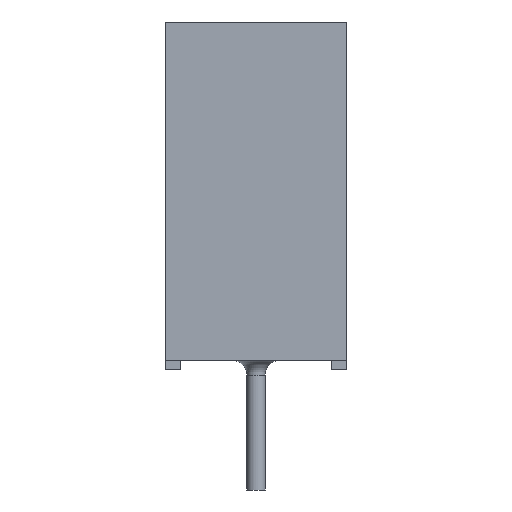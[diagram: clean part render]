
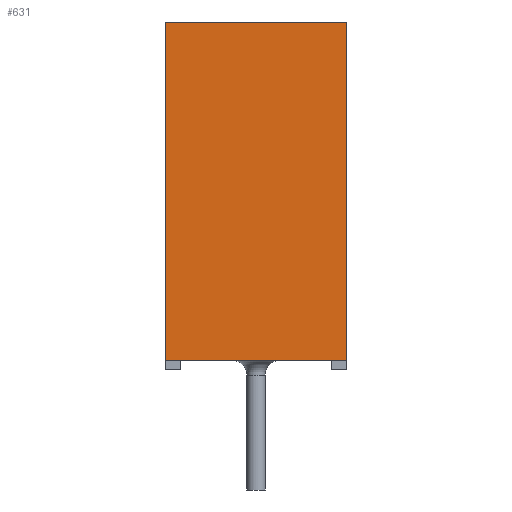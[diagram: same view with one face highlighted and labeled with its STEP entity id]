
A CAD part, left-side view. The second image highlights one B-rep face of the part: STEP entity #631.
In plain terms, the highlighted planar face has unit normal (-1, 0, 0).
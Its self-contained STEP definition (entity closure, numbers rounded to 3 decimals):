
#631 = ADVANCED_FACE( '', ( #1334 ), #1335, .F. );
#1334 = FACE_OUTER_BOUND( '', #2107, .T. );
#1335 = PLANE( '', #2108 );
#2107 = EDGE_LOOP( '', ( #4531, #4532, #4533, #4534 ) );
#2108 = AXIS2_PLACEMENT_3D( '', #4535, #4536, #4537 );
#4531 = ORIENTED_EDGE( '', *, *, #5674, .T. );
#4532 = ORIENTED_EDGE( '', *, *, #5675, .F. );
#4533 = ORIENTED_EDGE( '', *, *, #5175, .F. );
#4534 = ORIENTED_EDGE( '', *, *, #5477, .T. );
#4535 = CARTESIAN_POINT( '', ( -7.5, -3., 5.6 ) );
#4536 = DIRECTION( '', ( 1., 0., 0. ) );
#4537 = DIRECTION( '', ( 0., 0., -1. ) );
#5175 = EDGE_CURVE( '', #6139, #6140, #6141, .T. );
#5477 = EDGE_CURVE( '', #6139, #6598, #6600, .T. );
#5674 = EDGE_CURVE( '', #6598, #6836, #6837, .T. );
#5675 = EDGE_CURVE( '', #6140, #6836, #6838, .T. );
#6139 = VERTEX_POINT( '', #8100 );
#6140 = VERTEX_POINT( '', #8101 );
#6141 = LINE( '', #8102, #8103 );
#6598 = VERTEX_POINT( '', #9427 );
#6600 = LINE( '', #9430, #9431 );
#6836 = VERTEX_POINT( '', #10050 );
#6837 = LINE( '', #10051, #10052 );
#6838 = LINE( '', #10053, #10054 );
#8100 = CARTESIAN_POINT( '', ( -7.5, -3., 5.6 ) );
#8101 = CARTESIAN_POINT( '', ( -7.5, -3., -5.6 ) );
#8102 = CARTESIAN_POINT( '', ( -7.5, -3., 5.6 ) );
#8103 = VECTOR( '', #10257, 1000. );
#9427 = CARTESIAN_POINT( '', ( -7.5, 3., 5.6 ) );
#9430 = CARTESIAN_POINT( '', ( -7.5, -3., 5.6 ) );
#9431 = VECTOR( '', #10397, 1000. );
#10050 = CARTESIAN_POINT( '', ( -7.5, 3., -5.6 ) );
#10051 = CARTESIAN_POINT( '', ( -7.5, 3., 5.6 ) );
#10052 = VECTOR( '', #10470, 1000. );
#10053 = CARTESIAN_POINT( '', ( -7.5, -3., -5.6 ) );
#10054 = VECTOR( '', #10471, 1000. );
#10257 = DIRECTION( '', ( 0., 0., -1. ) );
#10397 = DIRECTION( '', ( 0., 1., 0. ) );
#10470 = DIRECTION( '', ( 0., 0., -1. ) );
#10471 = DIRECTION( '', ( 0., 1., 0. ) );
